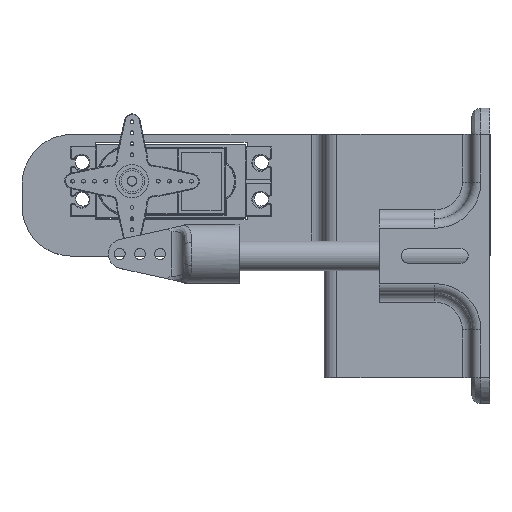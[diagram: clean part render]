
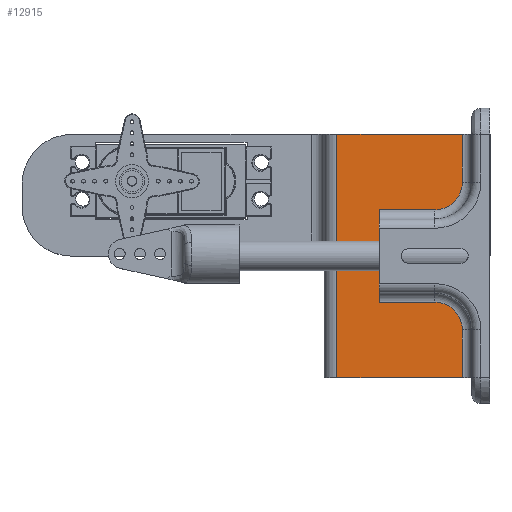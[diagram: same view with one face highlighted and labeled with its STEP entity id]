
A CAD part, top view. The second image highlights one B-rep face of the part: STEP entity #12915.
In plain terms, the highlighted face is planar.
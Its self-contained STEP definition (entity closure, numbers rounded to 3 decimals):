
#715=PLANE('',#14440);
#1445=FACE_OUTER_BOUND('',#2279,.T.);
#2279=EDGE_LOOP('',(#11553,#11554,#11555,#11556,#11557,#11558,#11559,#11560,
#11561,#11562));
#3298=LINE('',#23727,#4313);
#3300=LINE('',#23737,#4315);
#3302=LINE('',#23746,#4317);
#3303=LINE('',#23749,#4318);
#3304=LINE('',#23751,#4319);
#3305=LINE('',#23755,#4320);
#3306=LINE('',#23757,#4321);
#3307=LINE('',#23758,#4322);
#4313=VECTOR('',#18272,10.);
#4315=VECTOR('',#18282,10.);
#4317=VECTOR('',#18294,10.);
#4318=VECTOR('',#18297,10.);
#4319=VECTOR('',#18298,10.);
#4320=VECTOR('',#18301,10.);
#4321=VECTOR('',#18302,10.);
#4322=VECTOR('',#18303,10.);
#5094=CIRCLE('',#14438,7.5);
#5095=CIRCLE('',#14441,7.5);
#6176=VERTEX_POINT('',#23724);
#6177=VERTEX_POINT('',#23726);
#6178=VERTEX_POINT('',#23730);
#6181=VERTEX_POINT('',#23735);
#6182=VERTEX_POINT('',#23739);
#6184=VERTEX_POINT('',#23748);
#6185=VERTEX_POINT('',#23750);
#6186=VERTEX_POINT('',#23752);
#6187=VERTEX_POINT('',#23754);
#6188=VERTEX_POINT('',#23756);
#7983=EDGE_CURVE('',#6177,#6176,#3298,.T.);
#7988=EDGE_CURVE('',#6181,#6178,#3300,.T.);
#7991=EDGE_CURVE('',#6178,#6182,#5094,.T.);
#7993=EDGE_CURVE('',#6182,#6176,#3302,.T.);
#7994=EDGE_CURVE('',#6184,#6181,#3303,.T.);
#7995=EDGE_CURVE('',#6185,#6184,#3304,.T.);
#7996=EDGE_CURVE('',#6186,#6185,#5095,.T.);
#7997=EDGE_CURVE('',#6187,#6186,#3305,.T.);
#7998=EDGE_CURVE('',#6187,#6188,#3306,.T.);
#7999=EDGE_CURVE('',#6177,#6188,#3307,.T.);
#11553=ORIENTED_EDGE('',*,*,#7993,.F.);
#11554=ORIENTED_EDGE('',*,*,#7991,.F.);
#11555=ORIENTED_EDGE('',*,*,#7988,.F.);
#11556=ORIENTED_EDGE('',*,*,#7994,.F.);
#11557=ORIENTED_EDGE('',*,*,#7995,.F.);
#11558=ORIENTED_EDGE('',*,*,#7996,.F.);
#11559=ORIENTED_EDGE('',*,*,#7997,.F.);
#11560=ORIENTED_EDGE('',*,*,#7998,.T.);
#11561=ORIENTED_EDGE('',*,*,#7999,.F.);
#11562=ORIENTED_EDGE('',*,*,#7983,.T.);
#12915=ADVANCED_FACE('',(#1445),#715,.F.);
#14438=AXIS2_PLACEMENT_3D('',#23743,#18289,#18290);
#14440=AXIS2_PLACEMENT_3D('',#23747,#18295,#18296);
#14441=AXIS2_PLACEMENT_3D('',#23753,#18299,#18300);
#18272=DIRECTION('',(0.,0.,-1.));
#18282=DIRECTION('',(0.,0.,-1.));
#18289=DIRECTION('center_axis',(-1.,0.,0.));
#18290=DIRECTION('ref_axis',(0.,0.707,-0.707));
#18294=DIRECTION('',(0.,-1.,0.));
#18295=DIRECTION('center_axis',(-1.,0.,0.));
#18296=DIRECTION('ref_axis',(0.,0.,
1.));
#18297=DIRECTION('',(0.,-1.,0.));
#18298=DIRECTION('',(0.,0.,1.));
#18299=DIRECTION('center_axis',(-1.,0.,0.));
#18300=DIRECTION('ref_axis',(0.,-0.707,-0.707));
#18301=DIRECTION('',(0.,-1.,0.));
#18302=DIRECTION('',(0.,0.,1.));
#18303=DIRECTION('',(0.,1.,0.));
#23724=CARTESIAN_POINT('',(0.,7.,7.5));
#23726=CARTESIAN_POINT('',(0.,7.,41.5));
#23727=CARTESIAN_POINT('',(0.,7.,45.));
#23730=CARTESIAN_POINT('',(0.,27.5,15.));
#23735=CARTESIAN_POINT('',(0.,27.5,30.));
#23737=CARTESIAN_POINT('',(0.,27.5,13.75));
#23739=CARTESIAN_POINT('',(0.,20.,7.5));
#23743=CARTESIAN_POINT('Origin',(0.,20.,15.));
#23746=CARTESIAN_POINT('',(0.,40.,7.5));
#23747=CARTESIAN_POINT('Origin',(0.,40.,
22.5));
#23748=CARTESIAN_POINT('',(0.,52.5,30.));
#23749=CARTESIAN_POINT('',(0.,30.,30.));
#23750=CARTESIAN_POINT('',(0.,52.5,15.));
#23751=CARTESIAN_POINT('',(0.,52.5,13.75));
#23752=CARTESIAN_POINT('',(0.,60.,7.5));
#23753=CARTESIAN_POINT('Origin',(0.,60.,15.));
#23754=CARTESIAN_POINT('',(0.,73.,7.5));
#23755=CARTESIAN_POINT('',(0.,40.,7.5));
#23756=CARTESIAN_POINT('',(0.,73.,41.5));
#23757=CARTESIAN_POINT('',(0.,73.,0.));
#23758=CARTESIAN_POINT('',(0.,23.5,41.5));
